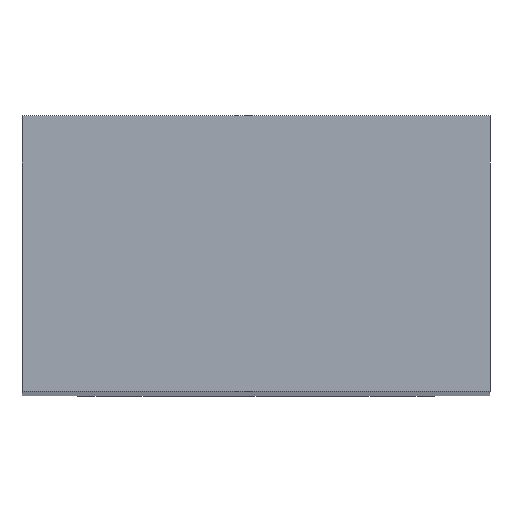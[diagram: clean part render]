
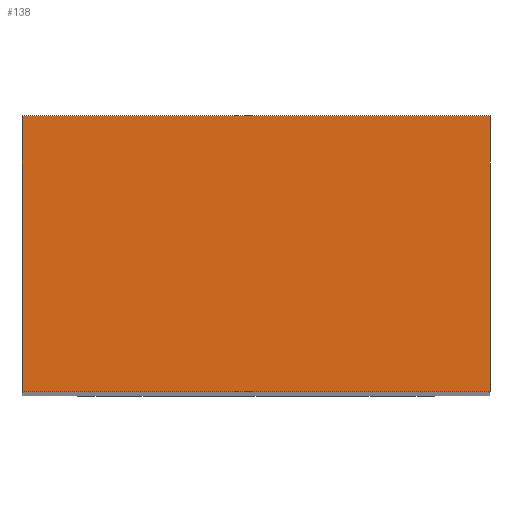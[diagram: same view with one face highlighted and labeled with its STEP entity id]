
A CAD part, top view. The second image highlights one B-rep face of the part: STEP entity #138.
In plain terms, the highlighted planar face has unit normal (0, 0, 1).
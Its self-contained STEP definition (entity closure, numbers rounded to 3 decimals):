
#38=ORIENTED_EDGE('',*,*,#57,.T.);
#39=ORIENTED_EDGE('',*,*,#61,.T.);
#40=ORIENTED_EDGE('',*,*,#65,.T.);
#41=ORIENTED_EDGE('',*,*,#69,.T.);
#57=EDGE_CURVE('',#72,#75,#87,.T.);
#61=EDGE_CURVE('',#75,#79,#90,.T.);
#65=EDGE_CURVE('',#79,#81,#93,.T.);
#69=EDGE_CURVE('',#81,#72,#95,.T.);
#72=VERTEX_POINT('',#210);
#75=VERTEX_POINT('',#215);
#79=VERTEX_POINT('',#224);
#81=VERTEX_POINT('',#231);
#87=LINE('',#216,#101);
#90=LINE('',#225,#104);
#93=LINE('',#232,#107);
#95=LINE('',#239,#109);
#101=VECTOR('',#174,1000.);
#104=VECTOR('',#181,1000.);
#107=VECTOR('',#188,1000.);
#109=VECTOR('',#196,1000.);
#116=EDGE_LOOP('',(#38,#39,#40,#41));
#124=FACE_BOUND('',#116,.T.);
#132=PLANE('',#163);
#138=ADVANCED_FACE('',(#124),#132,.F.);
#163=AXIS2_PLACEMENT_3D('',#240,#197,#198);
#174=DIRECTION('',(0.,1.,0.));
#181=DIRECTION('',(-1.,0.,0.));
#188=DIRECTION('',(0.,-1.,0.));
#196=DIRECTION('',(1.,0.,0.));
#197=DIRECTION('',(0.,0.,-1.));
#198=DIRECTION('',(-1.,0.,0.));
#210=CARTESIAN_POINT('',(-20.235,-16.906,2.195));
#215=CARTESIAN_POINT('',(-20.235,-16.406,2.195));
#216=CARTESIAN_POINT('',(-20.235,-16.906,2.195));
#224=CARTESIAN_POINT('',(-21.085,-16.406,2.195));
#225=CARTESIAN_POINT('',(-21.085,-16.406,2.195));
#231=CARTESIAN_POINT('',(-21.085,-16.906,2.195));
#232=CARTESIAN_POINT('',(-21.085,-16.906,2.195));
#239=CARTESIAN_POINT('',(-21.085,-16.906,2.195));
#240=CARTESIAN_POINT('',(-20.66,-16.656,2.195));
